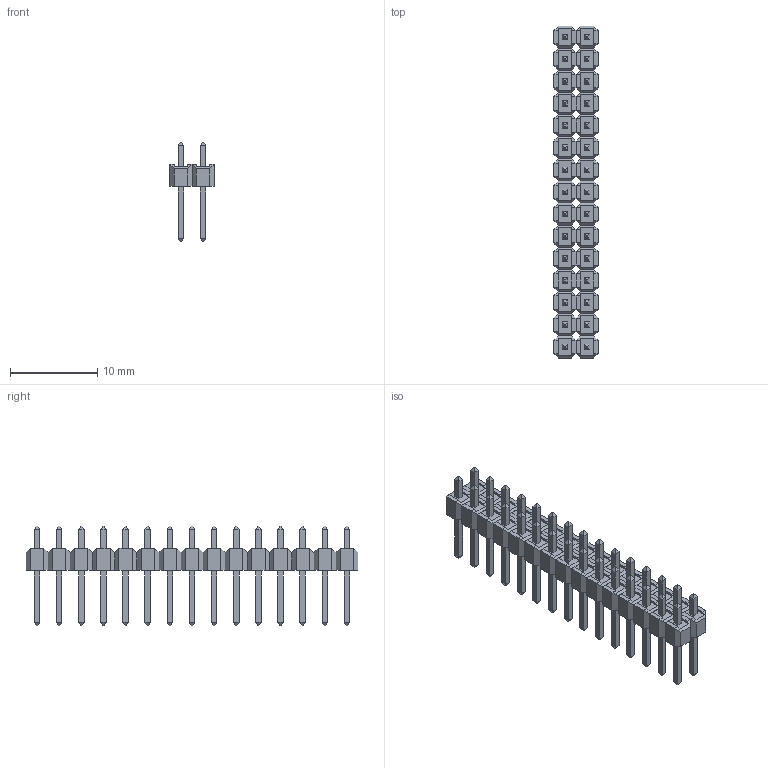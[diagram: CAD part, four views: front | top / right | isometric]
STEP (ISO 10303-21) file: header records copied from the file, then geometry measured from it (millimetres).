
FILE_DESCRIPTION(/* description */ (''),/* implementation_level */ '2;1');
FILE_NAME(/* name */ 'Pin Header 15 x 2 TH 2.54mm Pitch.stp',/* time_stamp */ '2016-11-27T15:59:38-05:00',/* author */ (''),/* organization */ (''),/* preprocessor_version */ 'ST-DEVELOPER v16',/* originating_system */ 'SIEMENS PLM Software NX 10.0',/* authorisation */ '');
FILE_SCHEMA (('AUTOMOTIVE_DESIGN { 1 0 10303 214 3 1 1 1 }'));
Length unit declared in the file: inch
Products named in the file (1): Pin Header 15 x 2 TH 2.54mm Pitch
Bounding box: 5.08 x 38.1 x 11.43 mm (x, y, z)
Volume: 522.4 mm3; surface area: 2020.1 mm2
Topology: 60 solids, 60 shells, 1020 faces, 2340 edges, 1440 vertices
Faces by surface type: plane 1020
Entity records: 35219 total; most frequent: CARTESIAN_POINT 4801, ORIENTED_EDGE 4680, DIRECTION 4382, EDGE_CURVE 2340, LINE 2340, VECTOR 2340, VERTEX_POINT 1440, EDGE_LOOP 1080
